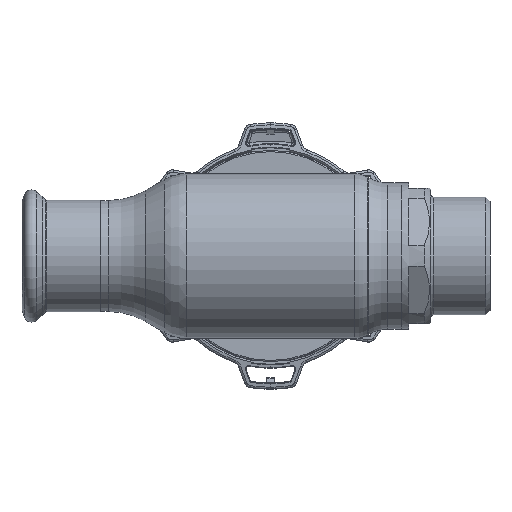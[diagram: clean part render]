
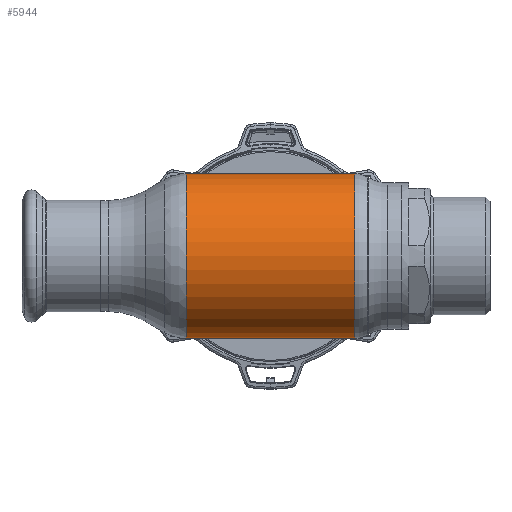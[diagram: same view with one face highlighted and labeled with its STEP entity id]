
A CAD part, front view. The second image highlights one B-rep face of the part: STEP entity #5944.
In plain terms, the highlighted cylindrical face has radius 33.34 mm (diameter 66.68 mm), a partial arc.
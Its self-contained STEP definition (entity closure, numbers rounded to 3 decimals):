
#1142 = DIRECTION ( 'NONE',  ( -1., 0., 0. ) ) ;
#1426 = VECTOR ( 'NONE', #17226, 1000. ) ;
#1480 = EDGE_CURVE ( 'NONE', #34216, #18345, #20913, .T. ) ;
#2067 = CARTESIAN_POINT ( 'NONE',  ( 34.177, 0., -33.34 ) ) ;
#2251 = FACE_OUTER_BOUND ( 'NONE', #34191, .T. ) ;
#3182 = AXIS2_PLACEMENT_3D ( 'NONE', #22332, #1142, #25116 ) ;
#4086 = VERTEX_POINT ( 'NONE', #11094 ) ;
#5944 = ADVANCED_FACE ( 'NONE', ( #2251 ), #12155, .T. ) ;
#6548 = AXIS2_PLACEMENT_3D ( 'NONE', #6909, #22919, #18051 ) ;
#6909 = CARTESIAN_POINT ( 'NONE',  ( -62.69, 0., 0. ) ) ;
#7567 = EDGE_CURVE ( 'NONE', #23044, #4086, #33186, .T. ) ;
#8264 = CARTESIAN_POINT ( 'NONE',  ( -34.177, 0., -33.34 ) ) ;
#9051 = CARTESIAN_POINT ( 'NONE',  ( -62.69, 0., 33.34 ) ) ;
#10976 = EDGE_CURVE ( 'NONE', #34216, #23044, #29214, .T. ) ;
#11094 = CARTESIAN_POINT ( 'NONE',  ( -34.177, 0., 33.34 ) ) ;
#11824 = LINE ( 'NONE', #9051, #1426 ) ;
#12155 = CYLINDRICAL_SURFACE ( 'NONE', #6548, 33.34 ) ;
#12514 = CARTESIAN_POINT ( 'NONE',  ( -34.177, 0., 0. ) ) ;
#15287 = CARTESIAN_POINT ( 'NONE',  ( -62.69, 0., -33.34 ) ) ;
#16046 = VECTOR ( 'NONE', #28516, 1000. ) ;
#17226 = DIRECTION ( 'NONE',  ( -1., 0., 0. ) ) ;
#17977 = EDGE_CURVE ( 'NONE', #18345, #4086, #11824, .T. ) ;
#18051 = DIRECTION ( 'NONE',  ( 0., 0., 1. ) ) ;
#18345 = VERTEX_POINT ( 'NONE', #33521 ) ;
#20168 = DIRECTION ( 'NONE',  ( -1., 0., 0. ) ) ;
#20639 = ORIENTED_EDGE ( 'NONE', *, *, #17977, .T. ) ;
#20913 = CIRCLE ( 'NONE', #3182, 33.34 ) ;
#22332 = CARTESIAN_POINT ( 'NONE',  ( 34.177, 0., 0. ) ) ;
#22919 = DIRECTION ( 'NONE',  ( -1., 0., 0. ) ) ;
#23044 = VERTEX_POINT ( 'NONE', #8264 ) ;
#25116 = DIRECTION ( 'NONE',  ( 0., 0., 1. ) ) ;
#25353 = ORIENTED_EDGE ( 'NONE', *, *, #10976, .F. ) ;
#26179 = ORIENTED_EDGE ( 'NONE', *, *, #7567, .F. ) ;
#28158 = AXIS2_PLACEMENT_3D ( 'NONE', #12514, #20168, #33051 ) ;
#28516 = DIRECTION ( 'NONE',  ( -1., 0., 0. ) ) ;
#29214 = LINE ( 'NONE', #15287, #16046 ) ;
#31053 = ORIENTED_EDGE ( 'NONE', *, *, #1480, .T. ) ;
#33051 = DIRECTION ( 'NONE',  ( 0., 0., 1. ) ) ;
#33186 = CIRCLE ( 'NONE', #28158, 33.34 ) ;
#33521 = CARTESIAN_POINT ( 'NONE',  ( 34.177, 0., 33.34 ) ) ;
#34191 = EDGE_LOOP ( 'NONE', ( #25353, #31053, #20639, #26179 ) ) ;
#34216 = VERTEX_POINT ( 'NONE', #2067 ) ;
